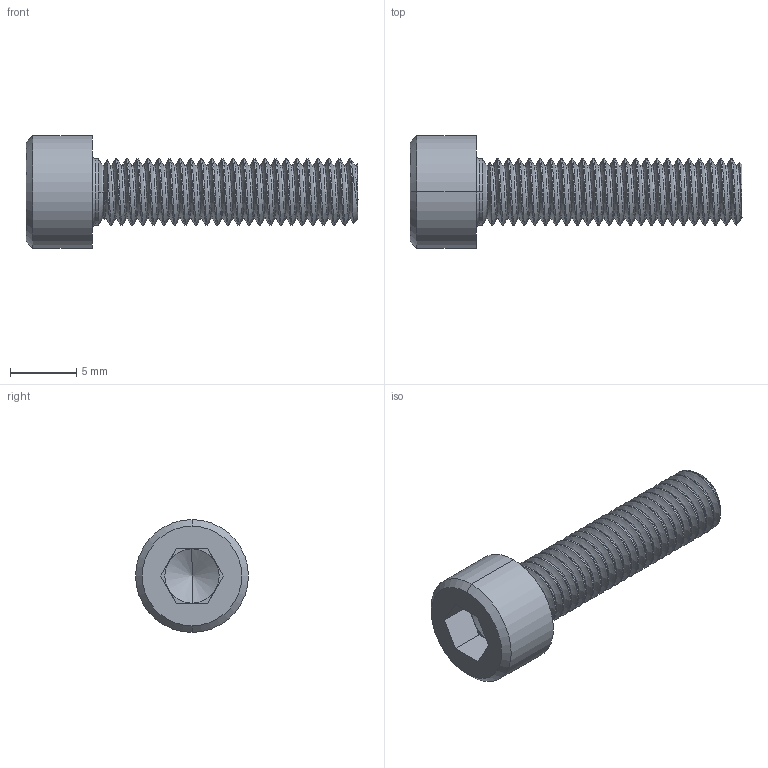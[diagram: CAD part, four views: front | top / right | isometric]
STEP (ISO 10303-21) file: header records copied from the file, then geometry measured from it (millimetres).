
FILE_DESCRIPTION (( 'STEP AP203' ), '1' );
FILE_NAME ('B00598EB1W.3D.STEP', '2013-06-25T08:37:57', ( '' ), ( '' ), 'SwSTEP 2.0', 'SolidWorks 2010', '' );
FILE_SCHEMA (( 'CONFIG_CONTROL_DESIGN' ));
Length unit declared in the file: inch
Products named in the file (1): B00598EB1W.3D
Bounding box: 25 x 8.5 x 8.5 mm (x, y, z)
Volume: 557.7 mm3; surface area: 745.7 mm2
Topology: 1 solids, 1 shells, 86 faces, 229 edges, 145 vertices
Faces by surface type: cylinder 51, plane 15, cone 11, torus 6, bspline 3
Entity records: 11022 total; most frequent: CARTESIAN_POINT 9106, ORIENTED_EDGE 454, DIRECTION 326, EDGE_CURVE 227, VERTEX_POINT 145, AXIS2_PLACEMENT_3D 121, EDGE_LOOP 88, ADVANCED_FACE 86
